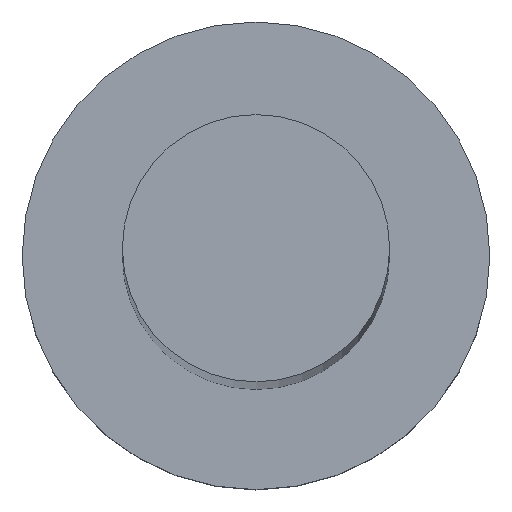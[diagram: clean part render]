
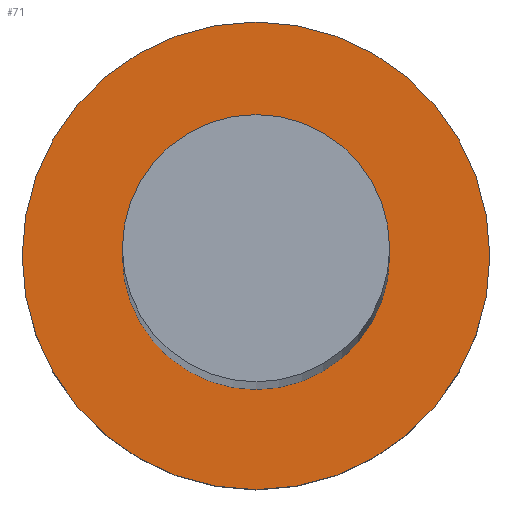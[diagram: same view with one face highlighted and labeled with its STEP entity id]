
A CAD part, top view. The second image highlights one B-rep face of the part: STEP entity #71.
In plain terms, the highlighted planar face has unit normal (0, 0, 1).
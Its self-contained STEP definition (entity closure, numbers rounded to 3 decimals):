
#8 = AXIS2_PLACEMENT_3D ( 'NONE', #203, #163, #200 ) ;
#10 = CARTESIAN_POINT ( 'NONE',  ( 7., 0., 5. ) ) ;
#15 = ORIENTED_EDGE ( 'NONE', *, *, #227, .F. ) ;
#23 = FACE_OUTER_BOUND ( 'NONE', #59, .T. ) ;
#25 = DIRECTION ( 'NONE',  ( 1., 0., 0. ) ) ;
#27 = AXIS2_PLACEMENT_3D ( 'NONE', #225, #44, #148 ) ;
#29 = VERTEX_POINT ( 'NONE', #96 ) ;
#30 = ORIENTED_EDGE ( 'NONE', *, *, #246, .T. ) ;
#40 = DIRECTION ( 'NONE',  ( 1., 0., 0. ) ) ;
#43 = CARTESIAN_POINT ( 'NONE',  ( 0., 0., 5. ) ) ;
#44 = DIRECTION ( 'NONE',  ( 0., 0., 1. ) ) ;
#46 = CARTESIAN_POINT ( 'NONE',  ( 0., 0., 5. ) ) ;
#58 = CIRCLE ( 'NONE', #8, 7. ) ;
#59 = EDGE_LOOP ( 'NONE', ( #162, #30 ) ) ;
#68 = AXIS2_PLACEMENT_3D ( 'NONE', #46, #139, #25 ) ;
#71 = ADVANCED_FACE ( 'NONE', ( #198, #23 ), #172, .T. ) ;
#89 = CIRCLE ( 'NONE', #27, 4. ) ;
#93 = VERTEX_POINT ( 'NONE', #156 ) ;
#96 = CARTESIAN_POINT ( 'NONE',  ( 4., 0., 5. ) ) ;
#101 = DIRECTION ( 'NONE',  ( 0., 0., 1. ) ) ;
#122 = VERTEX_POINT ( 'NONE', #214 ) ;
#124 = EDGE_LOOP ( 'NONE', ( #15, #202 ) ) ;
#137 = VERTEX_POINT ( 'NONE', #10 ) ;
#139 = DIRECTION ( 'NONE',  ( 0., 0., 1. ) ) ;
#146 = EDGE_CURVE ( 'NONE', #29, #93, #89, .T. ) ;
#148 = DIRECTION ( 'NONE',  ( 1., 0., 0. ) ) ;
#156 = CARTESIAN_POINT ( 'NONE',  ( -4., 0., 5. ) ) ;
#162 = ORIENTED_EDGE ( 'NONE', *, *, #216, .T. ) ;
#163 = DIRECTION ( 'NONE',  ( 0., 0., 1. ) ) ;
#166 = AXIS2_PLACEMENT_3D ( 'NONE', #43, #101, #183 ) ;
#171 = CIRCLE ( 'NONE', #68, 4. ) ;
#172 = PLANE ( 'NONE',  #188 ) ;
#183 = DIRECTION ( 'NONE',  ( 1., 0., 0. ) ) ;
#188 = AXIS2_PLACEMENT_3D ( 'NONE', #238, #219, #40 ) ;
#198 = FACE_BOUND ( 'NONE', #124, .T. ) ;
#200 = DIRECTION ( 'NONE',  ( 1., 0., 0. ) ) ;
#202 = ORIENTED_EDGE ( 'NONE', *, *, #146, .F. ) ;
#203 = CARTESIAN_POINT ( 'NONE',  ( 0., 0., 5. ) ) ;
#214 = CARTESIAN_POINT ( 'NONE',  ( -7., 0., 5. ) ) ;
#216 = EDGE_CURVE ( 'NONE', #122, #137, #58, .T. ) ;
#219 = DIRECTION ( 'NONE',  ( 0., 0., 1. ) ) ;
#225 = CARTESIAN_POINT ( 'NONE',  ( 0., 0., 5. ) ) ;
#227 = EDGE_CURVE ( 'NONE', #93, #29, #171, .T. ) ;
#238 = CARTESIAN_POINT ( 'NONE',  ( 0., 0., 5. ) ) ;
#245 = CIRCLE ( 'NONE', #166, 7. ) ;
#246 = EDGE_CURVE ( 'NONE', #137, #122, #245, .T. ) ;
